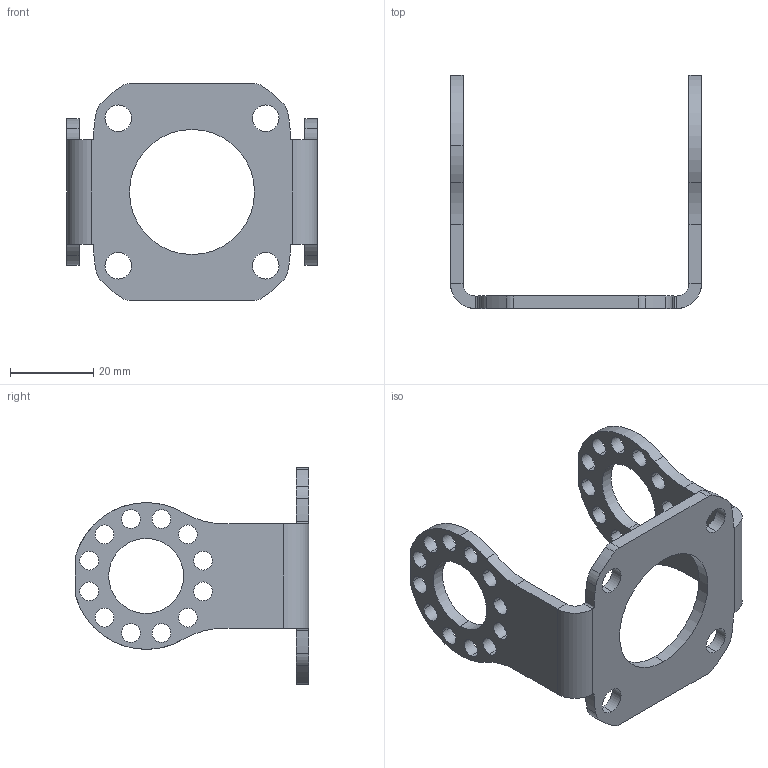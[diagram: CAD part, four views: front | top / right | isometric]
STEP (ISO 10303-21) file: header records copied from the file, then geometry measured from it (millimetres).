
FILE_DESCRIPTION (( 'STEP AP214' ), '1' );
FILE_NAME ('2101403 - 3D RG2 Standard coupling.STEP', '2016-01-12T08:41:15', ( '' ), ( '' ), 'SwSTEP 2.0', 'SolidWorks 2013', '' );
FILE_SCHEMA (( 'AUTOMOTIVE_DESIGN' ));
Length unit declared in the file: millimetre
Products named in the file (1): 2101403 - 3D RG2 Standard coupling
Bounding box: 60.2 x 56 x 52 mm (x, y, z)
Volume: 11437.8 mm3; surface area: 10723.7 mm2
Topology: 1 solids, 1 shells, 118 faces, 332 edges, 216 vertices
Faces by surface type: cylinder 100, plane 18
Entity records: 4066 total; most frequent: DIRECTION 770, CARTESIAN_POINT 667, ORIENTED_EDGE 664, EDGE_CURVE 332, AXIS2_PLACEMENT_3D 319, VERTEX_POINT 216, CIRCLE 200, EDGE_LOOP 180
